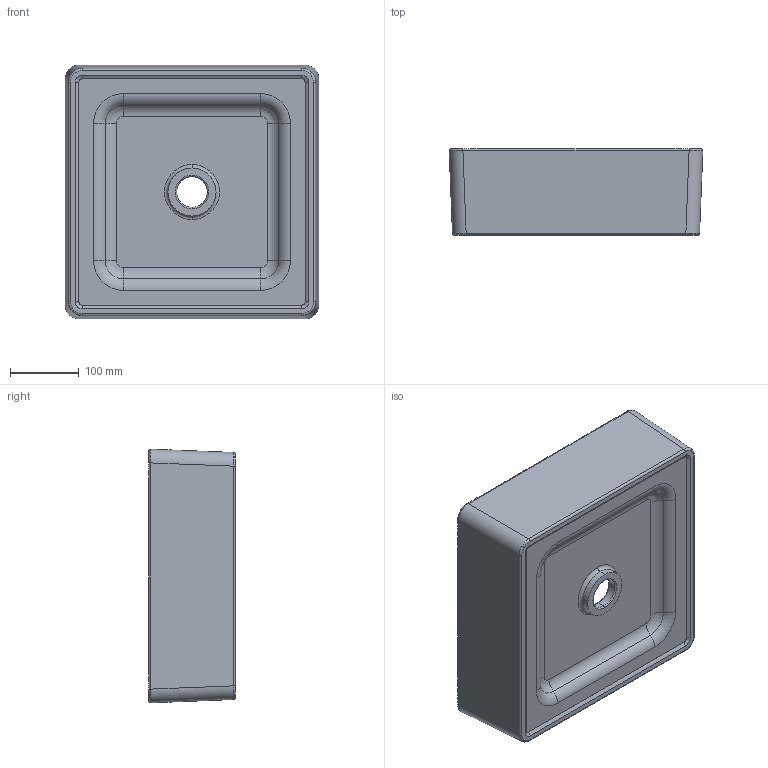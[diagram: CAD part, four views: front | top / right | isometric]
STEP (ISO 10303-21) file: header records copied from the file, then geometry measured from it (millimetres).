
FILE_DESCRIPTION (( 'STEP AP214' ), '1' );
FILE_NAME ('SI036SCB_STEP_V11223.STEP', '2023-12-13T11:55:29', ( '' ), ( '' ), 'SwSTEP 2.0', 'SolidWorks 2019', '' );
FILE_SCHEMA (( 'AUTOMOTIVE_DESIGN' ));
Length unit declared in the file: millimetre
Products named in the file (1): SI036SCB_STEP_V11223
Bounding box: 369.75 x 126 x 369.75 mm (x, y, z)
Volume: 3666590.4 mm3; surface area: 553880 mm2
Topology: 1 solids, 1 shells, 88 faces, 220 edges, 132 vertices
Faces by surface type: bspline 40, cylinder 20, plane 16, torus 12
Entity records: 17421 total; most frequent: CARTESIAN_POINT 15654, ORIENTED_EDGE 432, DIRECTION 262, EDGE_CURVE 216, VERTEX_POINT 132, AXIS2_PLACEMENT_3D 105, EDGE_LOOP 92, FACE_OUTER_BOUND 88
